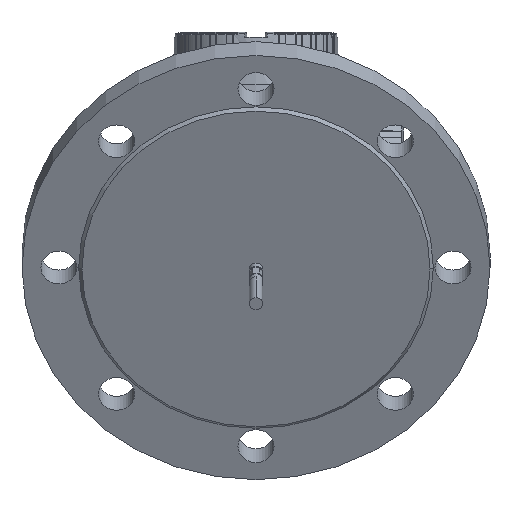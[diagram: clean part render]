
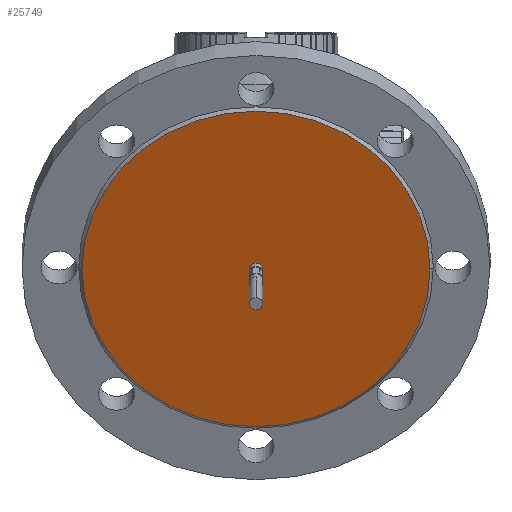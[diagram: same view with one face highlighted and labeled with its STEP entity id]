
A CAD part, front view. The second image highlights one B-rep face of the part: STEP entity #25749.
In plain terms, the highlighted planar face has unit normal (0, -0.906, -0.423).
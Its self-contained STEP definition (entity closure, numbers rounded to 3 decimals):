
#11462=CARTESIAN_POINT('',(0.,-127.641,-55.106));
#11463=DIRECTION('',(0.,0.906,0.423));
#11464=DIRECTION('',(-1.,0.,0.));
#11465=AXIS2_PLACEMENT_3D('',#11462,#11463,#11464);
#11467=CARTESIAN_POINT('',(0.,-127.641,-55.106));
#11468=DIRECTION('',(0.,0.906,0.423));
#11469=DIRECTION('',(1.,0.,0.));
#11470=AXIS2_PLACEMENT_3D('',#11467,#11468,#11469);
#11472=CARTESIAN_POINT('',(0.,-127.641,-55.106));
#11473=DIRECTION('',(0.,-0.906,-0.423));
#11474=DIRECTION('',(0.,-0.423,0.906));
#11475=AXIS2_PLACEMENT_3D('',#11472,#11473,#11474);
#11477=CARTESIAN_POINT('',(0.,-127.641,-55.106));
#11478=DIRECTION('',(0.,-0.906,-0.423));
#11479=DIRECTION('',(0.,0.423,-0.906));
#11480=AXIS2_PLACEMENT_3D('',#11477,#11478,#11479);
#14815=CARTESIAN_POINT('',(-106.,-127.641,-55.106));
#14816=CARTESIAN_POINT('',(106.,-127.641,-55.106));
#14817=VERTEX_POINT('',#14815);
#14818=VERTEX_POINT('',#14816);
#14915=CARTESIAN_POINT('',(0.,-129.331,-51.481));
#14916=CARTESIAN_POINT('',(0.,-125.95,-58.732));
#14917=VERTEX_POINT('',#14915);
#14918=VERTEX_POINT('',#14916);
#25734=CARTESIAN_POINT('',(0.,-127.641,-55.106));
#25735=DIRECTION('',(0.,0.906,0.423));
#25736=DIRECTION('',(-1.,0.,0.));
#25737=AXIS2_PLACEMENT_3D('',#25734,#25735,#25736);
#25738=PLANE('',#25737);
#25739=ORIENTED_EDGE('',*,*,#25720,.T.);
#25740=ORIENTED_EDGE('',*,*,#25702,.T.);
#25741=EDGE_LOOP('',(#25739,#25740));
#25742=FACE_OUTER_BOUND('',#25741,.F.);
#25744=ORIENTED_EDGE('',*,*,#25743,.T.);
#25746=ORIENTED_EDGE('',*,*,#25745,.T.);
#25747=EDGE_LOOP('',(#25744,#25746));
#25748=FACE_BOUND('',#25747,.F.);
#25749=ADVANCED_FACE('',(#25742,#25748),#25738,.F.);
#11466=CIRCLE('',#11465,106.);
#11471=CIRCLE('',#11470,106.);
#11476=CIRCLE('',#11475,4.);
#11481=CIRCLE('',#11480,4.);
#25702=EDGE_CURVE('',#14818,#14817,#11471,.T.);
#25720=EDGE_CURVE('',#14817,#14818,#11466,.T.);
#25743=EDGE_CURVE('',#14917,#14918,#11476,.T.);
#25745=EDGE_CURVE('',#14918,#14917,#11481,.T.);
